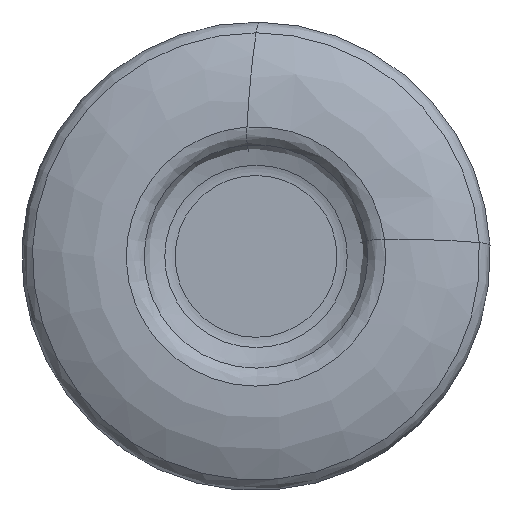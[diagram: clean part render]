
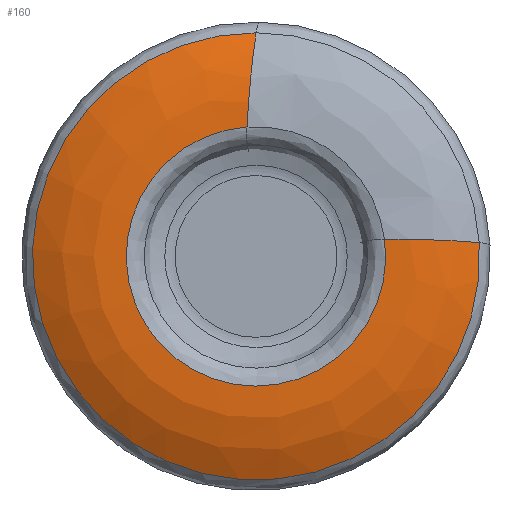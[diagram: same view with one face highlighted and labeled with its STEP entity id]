
A CAD part, left-side view. The second image highlights one B-rep face of the part: STEP entity #160.
In plain terms, the highlighted free-form (B-spline) face has degree [3, 3] with [4, 7] control points.
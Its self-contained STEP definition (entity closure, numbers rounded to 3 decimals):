
#34=(
BOUNDED_SURFACE()
B_SPLINE_SURFACE(3,3,((#903,#904,#905,#906,#907,#908,#909),(#910,#911,#912,
#913,#914,#915,#916),(#917,#918,#919,#920,#921,#922,#923),(#924,#925,#926,
#927,#928,#929,#930)),.UNSPECIFIED.,.F.,.F.,.F.)
B_SPLINE_SURFACE_WITH_KNOTS((4,4),(4,3,4),(0.,1.),(0.,0.5,1.),
 .UNSPECIFIED.)
GEOMETRIC_REPRESENTATION_ITEM()
RATIONAL_B_SPLINE_SURFACE(((1.,0.579,0.579,1.,0.579,
0.579,1.),(0.971,0.562,0.562,
0.971,0.562,0.562,0.971),
(0.971,0.562,0.562,0.971,
0.562,0.562,0.971),(1.,0.579,
0.579,1.,0.579,0.579,1.)))
REPRESENTATION_ITEM('')
SURFACE()
);
#160=ADVANCED_FACE('',(#182),#34,.F.);
#182=FACE_OUTER_BOUND('',#242,.T.);
#242=EDGE_LOOP('',(#308,#309,#310,#311));
#308=ORIENTED_EDGE('',*,*,#430,.F.);
#309=ORIENTED_EDGE('',*,*,#431,.T.);
#310=ORIENTED_EDGE('',*,*,#428,.T.);
#311=ORIENTED_EDGE('',*,*,#432,.T.);
#386=VERTEX_POINT('',#845);
#389=VERTEX_POINT('',#850);
#390=VERTEX_POINT('',#899);
#391=VERTEX_POINT('',#900);
#428=EDGE_CURVE('',#389,#386,#482,.T.);
#430=EDGE_CURVE('',#390,#391,#484,.T.);
#431=EDGE_CURVE('',#390,#389,#485,.T.);
#432=EDGE_CURVE('',#386,#391,#486,.T.);
#482=CIRCLE('',#557,11.629);
#484=CIRCLE('',#559,20.044);
#485=CIRCLE('',#560,15.);
#486=CIRCLE('',#561,15.);
#557=AXIS2_PLACEMENT_3D('',#868,#682,#683);
#559=AXIS2_PLACEMENT_3D('',#898,#686,#687);
#560=AXIS2_PLACEMENT_3D('',#901,#688,#689);
#561=AXIS2_PLACEMENT_3D('',#902,#690,#691);
#682=DIRECTION('',(1.,0.,0.));
#683=DIRECTION('',(0.,-0.991,0.132));
#686=DIRECTION('',(1.,0.,0.));
#687=DIRECTION('',(0.,-0.998,0.062));
#688=DIRECTION('',(-0.139,0.,-0.99));
#689=DIRECTION('',(0.99,0.,-0.139));
#690=DIRECTION('',(0.139,0.988,0.062));
#691=DIRECTION('',(0.99,-0.139,-0.009));
#845=CARTESIAN_POINT('',(0.019,0.811,11.601));
#850=CARTESIAN_POINT('',(0.019,-11.528,1.533));
#868=CARTESIAN_POINT('',(0.019,0.,0.));
#898=CARTESIAN_POINT('',(2.113,0.,0.));
#899=CARTESIAN_POINT('',(2.113,-20.006,1.239));
#900=CARTESIAN_POINT('',(2.113,-0.011,20.044));
#901=CARTESIAN_POINT('',(14.854,-12.296,-0.552));
#902=CARTESIAN_POINT('',(14.854,-1.317,12.237));
#903=CARTESIAN_POINT('',(0.019,-11.528,1.533));
#904=CARTESIAN_POINT('',(0.019,-13.17,-10.812));
#905=CARTESIAN_POINT('',(0.019,-2.297,-16.883));
#906=CARTESIAN_POINT('',(0.019,7.352,-9.011));
#907=CARTESIAN_POINT('',(0.019,17.001,-1.138));
#908=CARTESIAN_POINT('',(0.019,13.234,10.732));
#909=CARTESIAN_POINT('',(0.019,0.811,11.601));
#910=CARTESIAN_POINT('',(-0.133,-14.523,1.554));
#911=CARTESIAN_POINT('',(-0.133,-16.188,-13.998));
#912=CARTESIAN_POINT('',(-0.133,-2.341,-21.272));
#913=CARTESIAN_POINT('',(-0.133,9.52,-11.077));
#914=CARTESIAN_POINT('',(-0.133,21.382,-0.882));
#915=CARTESIAN_POINT('',(-0.133,16.272,13.9));
#916=CARTESIAN_POINT('',(-0.133,0.646,14.592));
#917=CARTESIAN_POINT('',(0.586,-17.433,1.453));
#918=CARTESIAN_POINT('',(0.586,-18.99,-17.215));
#919=CARTESIAN_POINT('',(0.586,-2.206,-25.536));
#920=CARTESIAN_POINT('',(0.586,11.711,-12.996));
#921=CARTESIAN_POINT('',(0.586,25.627,-0.456));
#922=CARTESIAN_POINT('',(0.586,19.093,17.101));
#923=CARTESIAN_POINT('',(0.586,0.364,17.49));
#924=CARTESIAN_POINT('',(2.113,-20.006,1.239));
#925=CARTESIAN_POINT('',(2.113,-21.333,-20.185));
#926=CARTESIAN_POINT('',(2.113,-1.903,-29.307));
#927=CARTESIAN_POINT('',(2.113,13.733,-14.601));
#928=CARTESIAN_POINT('',(2.113,29.368,0.104));
#929=CARTESIAN_POINT('',(2.113,21.454,20.056));
#930=CARTESIAN_POINT('',(2.113,-0.011,20.044));
